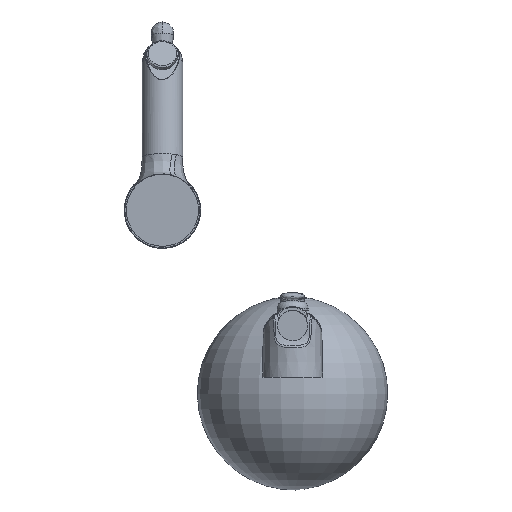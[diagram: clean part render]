
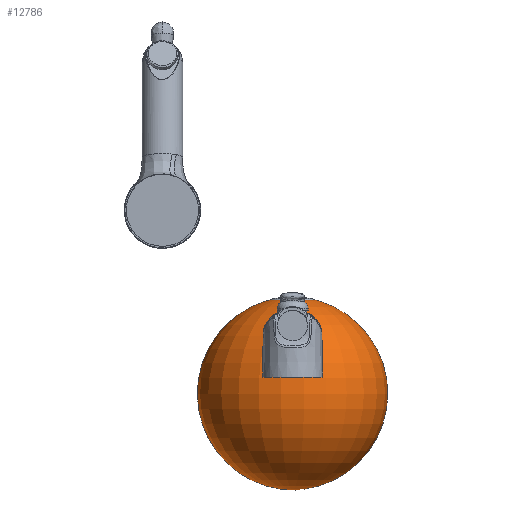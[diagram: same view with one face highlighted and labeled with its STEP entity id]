
A CAD part, front view. The second image highlights one B-rep face of the part: STEP entity #12786.
In plain terms, the highlighted toroidal (fillet/blend) face has major radius 1.046 mm and minor radius 73.572 mm.
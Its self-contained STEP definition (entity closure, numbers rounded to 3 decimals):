
#3198 = VERTEX_POINT ( 'NONE', #12218 ) ;
#4722 = AXIS2_PLACEMENT_3D ( 'NONE', #7741, #16609, #9033 ) ;
#5632 = TOROIDAL_SURFACE ( 'NONE', #6061, 1.046, 73.572 ) ;
#6029 = EDGE_CURVE ( 'NONE', #3198, #3198, #8604, .T. ) ;
#6061 = AXIS2_PLACEMENT_3D ( 'NONE', #9504, #6908, #6972 ) ;
#6908 = DIRECTION ( 'NONE',  ( 0., 0., 1. ) ) ;
#6972 = DIRECTION ( 'NONE',  ( 1., 0., 0. ) ) ;
#7584 = EDGE_LOOP ( 'NONE', ( #15176 ) ) ;
#7741 = CARTESIAN_POINT ( 'NONE',  ( 99.129, 222.76, -67.198 ) ) ;
#8604 = CIRCLE ( 'NONE', #4722, 14.326 ) ;
#9033 = DIRECTION ( 'NONE',  ( 1., 0., 0. ) ) ;
#9051 = FACE_OUTER_BOUND ( 'NONE', #7584, .T. ) ;
#9504 = CARTESIAN_POINT ( 'NONE',  ( 99.129, 222.76, -139.562 ) ) ;
#12218 = CARTESIAN_POINT ( 'NONE',  ( 113.454, 222.76, -67.198 ) ) ;
#12786 = ADVANCED_FACE ( 'NONE', ( #9051 ), #5632, .T. ) ;
#15176 = ORIENTED_EDGE ( 'NONE', *, *, #6029, .T. ) ;
#16609 = DIRECTION ( 'NONE',  ( 0., 0., 1. ) ) ;
